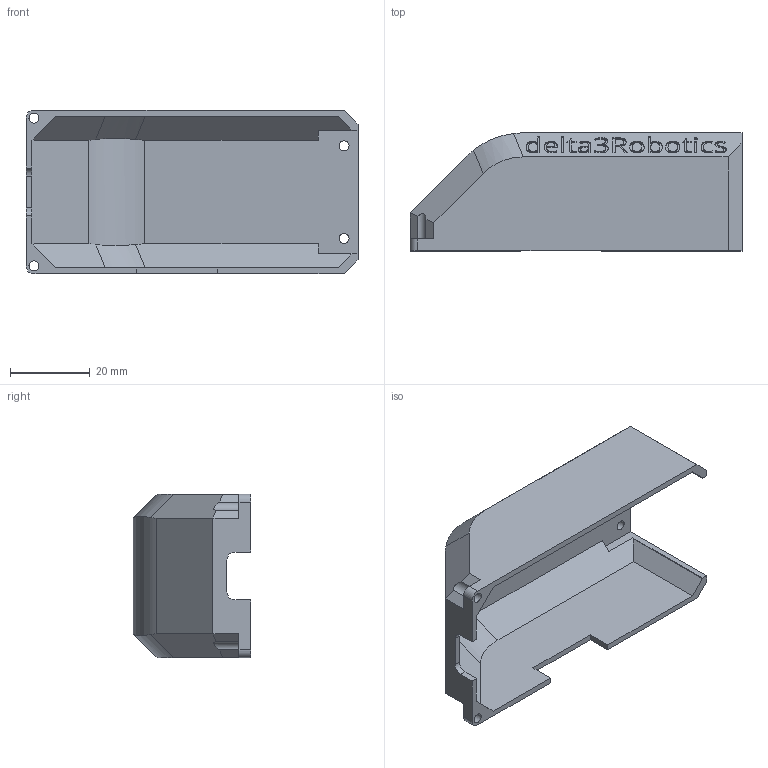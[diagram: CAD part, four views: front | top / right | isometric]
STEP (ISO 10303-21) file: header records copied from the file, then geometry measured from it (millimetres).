
FILE_DESCRIPTION(/* description */ ('STEP AP242','CAx-IF Rec.Pracs.---Representation and Presentation of Product Manufacturing Information (PMI)---4.0---2014-10-13','CAx-IF Rec.Pracs.---3D Tessellated Geometry---0.4---2014-09-14','2;1'),/* implementation_level */ '2;1');
FILE_NAME(/* name */ '66315401710c892aec35b83c',/* time_stamp */ '2024-04-30T20:26:43Z',/* author */ (''),/* organization */ (''),/* preprocessor_version */ 'ST-DEVELOPER v20',/* originating_system */ ' ',/* authorisation */ ' ');
FILE_SCHEMA (('AP242_MANAGED_MODEL_BASED_3D_ENGINEERING_MIM_LF { 1 0 10303 442 1 1 4 }'));
Length unit declared in the file: metre
Products named in the file (1): Lid
Bounding box: 83.13 x 29.51 x 41 mm (x, y, z)
Volume: 15891.5 mm3; surface area: 15418.6 mm2
Topology: 1 solids, 1 shells, 640 faces, 1780 edges, 1186 vertices
Faces by surface type: bspline 368, plane 256, cylinder 16
Full cylindrical faces by diameter (mm): 2.5 x4
Entity records: 21556 total; most frequent: CARTESIAN_POINT 7647, ORIENTED_EDGE 3548, EDGE_CURVE 1774, DIRECTION 1620, VERTEX_POINT 1184, LINE 1002, VECTOR 1002, B_SPLINE_CURVE_WITH_KNOTS 736
